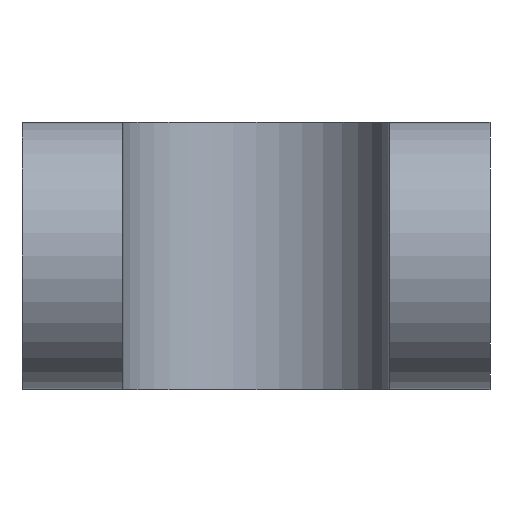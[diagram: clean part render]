
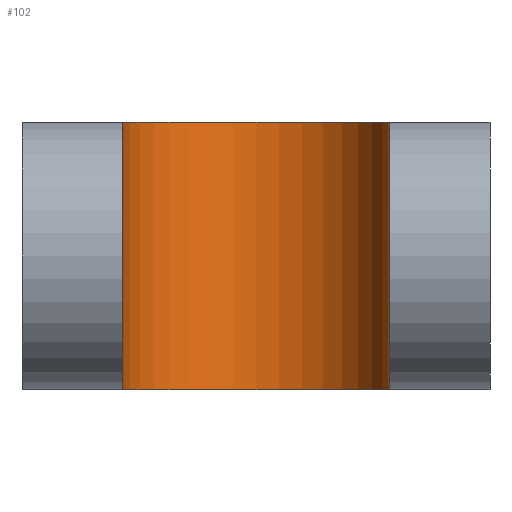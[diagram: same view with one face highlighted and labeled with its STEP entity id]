
A CAD part, front view. The second image highlights one B-rep face of the part: STEP entity #102.
In plain terms, the highlighted cylindrical face has radius 25.4 mm (diameter 50.8 mm), a partial arc.
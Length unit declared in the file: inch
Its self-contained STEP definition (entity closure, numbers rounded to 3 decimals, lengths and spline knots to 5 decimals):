
#2 = DIRECTION ( 'NONE',  ( -1., 0., 0. ) ) ;
#24 = DIRECTION ( 'NONE',  ( 0., 0., -1. ) ) ;
#35 = CARTESIAN_POINT ( 'NONE',  ( 1., 0., -1. ) ) ;
#63 = VERTEX_POINT ( 'NONE', #614 ) ;
#95 = FACE_OUTER_BOUND ( 'NONE', #581, .T. ) ;
#97 = AXIS2_PLACEMENT_3D ( 'NONE', #151, #200, #2 ) ;
#102 = ADVANCED_FACE ( 'NONE', ( #95 ), #456, .F. ) ;
#118 = AXIS2_PLACEMENT_3D ( 'NONE', #658, #180, #547 ) ;
#125 = EDGE_CURVE ( 'NONE', #524, #171, #297, .T. ) ;
#144 = CARTESIAN_POINT ( 'NONE',  ( -1., 0., -1. ) ) ;
#151 = CARTESIAN_POINT ( 'NONE',  ( 0., 0., 1. ) ) ;
#163 = VECTOR ( 'NONE', #483, 39.37008 ) ;
#171 = VERTEX_POINT ( 'NONE', #35 ) ;
#180 = DIRECTION ( 'NONE',  ( 0., 0., -1. ) ) ;
#200 = DIRECTION ( 'NONE',  ( 0., 0., -1. ) ) ;
#229 = CIRCLE ( 'NONE', #324, 1. ) ;
#233 = DIRECTION ( 'NONE',  ( 1., 0., 0. ) ) ;
#237 = ORIENTED_EDGE ( 'NONE', *, *, #618, .F. ) ;
#273 = CARTESIAN_POINT ( 'NONE',  ( 1., 0., 1. ) ) ;
#297 = CIRCLE ( 'NONE', #118, 1. ) ;
#317 = VERTEX_POINT ( 'NONE', #273 ) ;
#324 = AXIS2_PLACEMENT_3D ( 'NONE', #491, #394, #233 ) ;
#394 = DIRECTION ( 'NONE',  ( 0., 0., -1. ) ) ;
#445 = EDGE_CURVE ( 'NONE', #63, #524, #467, .T. ) ;
#456 = CYLINDRICAL_SURFACE ( 'NONE', #97, 1. ) ;
#467 = LINE ( 'NONE', #489, #617 ) ;
#476 = CARTESIAN_POINT ( 'NONE',  ( 1., 0., 1. ) ) ;
#483 = DIRECTION ( 'NONE',  ( 0., 0., -1. ) ) ;
#489 = CARTESIAN_POINT ( 'NONE',  ( -1., 0., 1. ) ) ;
#491 = CARTESIAN_POINT ( 'NONE',  ( 0., 0., 1. ) ) ;
#524 = VERTEX_POINT ( 'NONE', #144 ) ;
#547 = DIRECTION ( 'NONE',  ( 1., 0., 0. ) ) ;
#549 = ORIENTED_EDGE ( 'NONE', *, *, #445, .T. ) ;
#573 = ORIENTED_EDGE ( 'NONE', *, *, #125, .T. ) ;
#581 = EDGE_LOOP ( 'NONE', ( #573, #628, #237, #549 ) ) ;
#583 = LINE ( 'NONE', #476, #163 ) ;
#614 = CARTESIAN_POINT ( 'NONE',  ( -1., 0., 1. ) ) ;
#617 = VECTOR ( 'NONE', #24, 39.37008 ) ;
#618 = EDGE_CURVE ( 'NONE', #63, #317, #229, .T. ) ;
#628 = ORIENTED_EDGE ( 'NONE', *, *, #639, .F. ) ;
#639 = EDGE_CURVE ( 'NONE', #317, #171, #583, .T. ) ;
#658 = CARTESIAN_POINT ( 'NONE',  ( 0., 0., -1. ) ) ;
